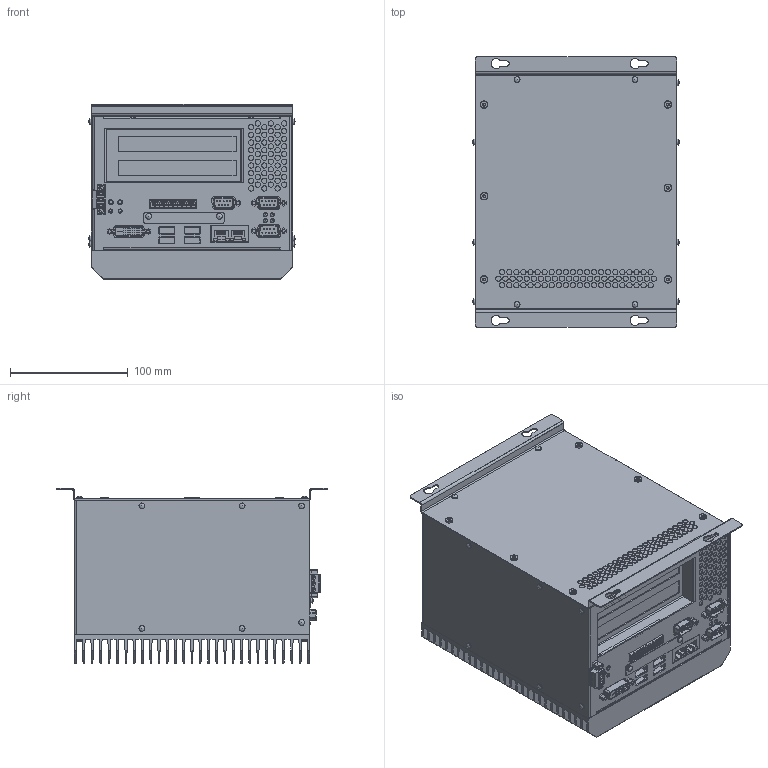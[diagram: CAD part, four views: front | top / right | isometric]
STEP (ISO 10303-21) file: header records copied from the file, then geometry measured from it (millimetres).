
FILE_DESCRIPTION(/* description */ ('>>BEZEICHNUNG<<'),/* implementation_level */ '2;1');
FILE_NAME(/* name */ 'vicosys_5300.stp',/* time_stamp */ '2016-03-17T07:35:19+01:00',/* author */ ('REGENSPURG'),/* organization */ ('Vision & Control'),/* preprocessor_version */ 'ST-DEVELOPER v16.1',/* originating_system */ 'Autodesk Inventor 2016',/* authorisation */ '');
FILE_SCHEMA (('AUTOMOTIVE_DESIGN { 1 0 10303 214 3 1 1 }'));
Products named in the file (1): vicosys_5300
Bounding box: 175.15 x 230 x 149 mm (x, y, z)
Volume: 4176674.5 mm3; surface area: 383591.5 mm2
Topology: 1 solids, 1 shells, 2334 faces, 5857 edges, 3905 vertices
Faces by surface type: plane 1543, cylinder 673, sphere 66, torus 27, cone 25
Full cylindrical faces by diameter (mm): 0.457 x1, 0.9 x27, 1.6 x9, 2.013 x6, 2.8 x7, 2.85 x7, 2.9 x3, 3 x2, 3.5 x4, 3.6 x2, 3.8 x2, 3.9 x2, 4.2 x2, 4.5 x199, 5 x24, 6.3 x6
Entity records: 68460 total; most frequent: CARTESIAN_POINT 11779, DIRECTION 11301, ORIENTED_EDGE 10430, EDGE_CURVE 5215, AXIS2_PLACEMENT_3D 3827, LINE 3647, VECTOR 3647, VERTEX_POINT 3637
